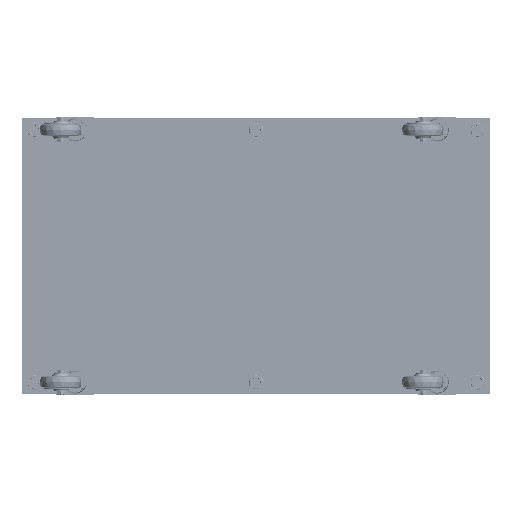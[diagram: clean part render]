
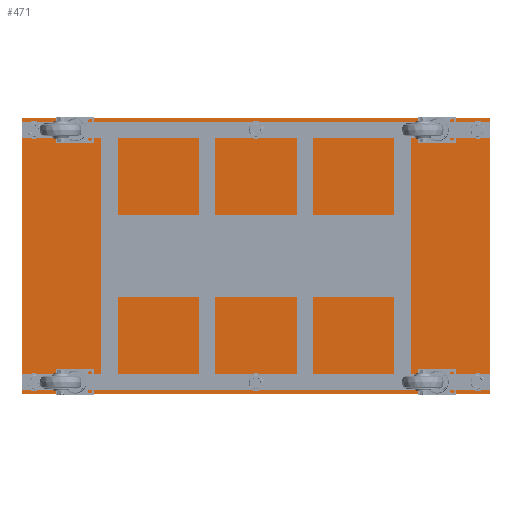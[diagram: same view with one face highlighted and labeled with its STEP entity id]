
A CAD part, front view. The second image highlights one B-rep face of the part: STEP entity #471.
In plain terms, the highlighted free-form (B-spline) face has degree [1, 1] with [2, 2] control points.
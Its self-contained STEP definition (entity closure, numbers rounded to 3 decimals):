
#24 = VERTEX_POINT('',#25);
#25 = CARTESIAN_POINT('',(-685.582,471.911,406.368
    ));
#30 = EDGE_CURVE('',#24,#24,#31,.T.);
#31 = ( BOUNDED_CURVE() B_SPLINE_CURVE(2,(#32,#33,#34,#35,#36,#37,#38),
.UNSPECIFIED.,.T.,.F.) B_SPLINE_CURVE_WITH_KNOTS((3,2,2,3),(
    3.142,5.236,7.33,9.425),
.PIECEWISE_BEZIER_KNOTS.) CURVE() GEOMETRIC_REPRESENTATION_ITEM() 
RATIONAL_B_SPLINE_CURVE((1.,0.5,1.,0.5,1.,0.5,1.)) REPRESENTATION_ITEM(
  '') );
#32 = CARTESIAN_POINT('',(-685.582,471.911,406.368
    ));
#33 = CARTESIAN_POINT('',(-685.582,471.911,356.417
    ));
#34 = CARTESIAN_POINT('',(-728.84,471.911,381.392
    ));
#35 = CARTESIAN_POINT('',(-772.099,471.911,406.368
    ));
#36 = CARTESIAN_POINT('',(-728.84,471.911,431.343
    ));
#37 = CARTESIAN_POINT('',(-685.582,471.911,456.318
    ));
#38 = CARTESIAN_POINT('',(-685.582,471.911,406.368
    ));
#76 = VERTEX_POINT('',#77);
#77 = CARTESIAN_POINT('',(743.26,471.911,-406.368
    ));
#82 = EDGE_CURVE('',#76,#76,#83,.T.);
#83 = ( BOUNDED_CURVE() B_SPLINE_CURVE(2,(#84,#85,#86,#87,#88,#89,#90),
.UNSPECIFIED.,.T.,.F.) B_SPLINE_CURVE_WITH_KNOTS((3,2,2,3),(
    3.142,5.236,7.33,9.425),
.PIECEWISE_BEZIER_KNOTS.) CURVE() GEOMETRIC_REPRESENTATION_ITEM() 
RATIONAL_B_SPLINE_CURVE((1.,0.5,1.,0.5,1.,0.5,1.)) REPRESENTATION_ITEM(
  '') );
#84 = CARTESIAN_POINT('',(743.26,471.911,-406.368
    ));
#85 = CARTESIAN_POINT('',(743.26,471.911,-456.318
    ));
#86 = CARTESIAN_POINT('',(700.001,471.911,-431.343
    ));
#87 = CARTESIAN_POINT('',(656.743,471.911,-406.368
    ));
#88 = CARTESIAN_POINT('',(700.001,471.911,-381.392
    ));
#89 = CARTESIAN_POINT('',(743.26,471.911,-356.417)
  );
#90 = CARTESIAN_POINT('',(743.26,471.911,-406.368
    ));
#128 = VERTEX_POINT('',#129);
#129 = CARTESIAN_POINT('',(28.839,471.911,
    406.368));
#134 = EDGE_CURVE('',#128,#128,#135,.T.);
#135 = ( BOUNDED_CURVE() B_SPLINE_CURVE(2,(#136,#137,#138,#139,#140,#141
,#142),.UNSPECIFIED.,.T.,.F.) B_SPLINE_CURVE_WITH_KNOTS((3,2,2,3),(
    3.142,5.236,7.33,9.425),
.PIECEWISE_BEZIER_KNOTS.) CURVE() GEOMETRIC_REPRESENTATION_ITEM() 
RATIONAL_B_SPLINE_CURVE((1.,0.5,1.,0.5,1.,0.5,1.)) REPRESENTATION_ITEM(
  '') );
#136 = CARTESIAN_POINT('',(28.839,471.911,
    406.368));
#137 = CARTESIAN_POINT('',(28.839,471.911,
    356.417));
#138 = CARTESIAN_POINT('',(-14.42,471.911,
    381.392));
#139 = CARTESIAN_POINT('',(-57.678,471.911,
    406.368));
#140 = CARTESIAN_POINT('',(-14.42,471.911,
    431.343));
#141 = CARTESIAN_POINT('',(28.839,471.911,
    456.318));
#142 = CARTESIAN_POINT('',(28.839,471.911,
    406.368));
#180 = VERTEX_POINT('',#181);
#181 = CARTESIAN_POINT('',(-685.582,471.911,
    -406.368));
#186 = EDGE_CURVE('',#180,#180,#187,.T.);
#187 = ( BOUNDED_CURVE() B_SPLINE_CURVE(2,(#188,#189,#190,#191,#192,#193
,#194),.UNSPECIFIED.,.T.,.F.) B_SPLINE_CURVE_WITH_KNOTS((3,2,2,3),(
    3.142,5.236,7.33,9.425),
.PIECEWISE_BEZIER_KNOTS.) CURVE() GEOMETRIC_REPRESENTATION_ITEM() 
RATIONAL_B_SPLINE_CURVE((1.,0.5,1.,0.5,1.,0.5,1.)) REPRESENTATION_ITEM(
  '') );
#188 = CARTESIAN_POINT('',(-685.582,471.911,
    -406.368));
#189 = CARTESIAN_POINT('',(-685.582,471.911,
    -456.318));
#190 = CARTESIAN_POINT('',(-728.84,471.911,
    -431.343));
#191 = CARTESIAN_POINT('',(-772.099,471.911,
    -406.368));
#192 = CARTESIAN_POINT('',(-728.84,471.911,
    -381.392));
#193 = CARTESIAN_POINT('',(-685.582,471.911,-356.417
    ));
#194 = CARTESIAN_POINT('',(-685.582,471.911,
    -406.368));
#232 = VERTEX_POINT('',#233);
#233 = CARTESIAN_POINT('',(28.839,471.911,
    -406.368));
#238 = EDGE_CURVE('',#232,#232,#239,.T.);
#239 = ( BOUNDED_CURVE() B_SPLINE_CURVE(2,(#240,#241,#242,#243,#244,#245
,#246),.UNSPECIFIED.,.T.,.F.) B_SPLINE_CURVE_WITH_KNOTS((3,2,2,3),(
    3.142,5.236,7.33,9.425),
.PIECEWISE_BEZIER_KNOTS.) CURVE() GEOMETRIC_REPRESENTATION_ITEM() 
RATIONAL_B_SPLINE_CURVE((1.,0.5,1.,0.5,1.,0.5,1.)) REPRESENTATION_ITEM(
  '') );
#240 = CARTESIAN_POINT('',(28.839,471.911,
    -406.368));
#241 = CARTESIAN_POINT('',(28.839,471.911,
    -456.318));
#242 = CARTESIAN_POINT('',(-14.42,471.911,
    -431.343));
#243 = CARTESIAN_POINT('',(-57.678,471.911,
    -406.368));
#244 = CARTESIAN_POINT('',(-14.42,471.911,
    -381.392));
#245 = CARTESIAN_POINT('',(28.839,471.911,-356.417
    ));
#246 = CARTESIAN_POINT('',(28.839,471.911,
    -406.368));
#284 = VERTEX_POINT('',#285);
#285 = CARTESIAN_POINT('',(743.26,471.911,
    406.368));
#290 = EDGE_CURVE('',#284,#284,#291,.T.);
#291 = ( BOUNDED_CURVE() B_SPLINE_CURVE(2,(#292,#293,#294,#295,#296,#297
,#298),.UNSPECIFIED.,.T.,.F.) B_SPLINE_CURVE_WITH_KNOTS((3,2,2,3),(
    3.142,5.236,7.33,9.425),
.PIECEWISE_BEZIER_KNOTS.) CURVE() GEOMETRIC_REPRESENTATION_ITEM() 
RATIONAL_B_SPLINE_CURVE((1.,0.5,1.,0.5,1.,0.5,1.)) REPRESENTATION_ITEM(
  '') );
#292 = CARTESIAN_POINT('',(743.26,471.911,
    406.368));
#293 = CARTESIAN_POINT('',(743.26,471.911,
    356.417));
#294 = CARTESIAN_POINT('',(700.001,471.911,
    381.392));
#295 = CARTESIAN_POINT('',(656.743,471.911,
    406.368));
#296 = CARTESIAN_POINT('',(700.001,471.911,
    431.343));
#297 = CARTESIAN_POINT('',(743.26,471.911,
    456.318));
#298 = CARTESIAN_POINT('',(743.26,471.911,
    406.368));
#333 = EDGE_CURVE('',#334,#336,#338,.T.);
#334 = VERTEX_POINT('',#335);
#335 = CARTESIAN_POINT('',(-753.747,471.911,
    445.694));
#336 = VERTEX_POINT('',#337);
#337 = CARTESIAN_POINT('',(-753.747,471.911,
    -445.694));
#338 = B_SPLINE_CURVE_WITH_KNOTS('',1,(#339,#340),.UNSPECIFIED.,.F.,.F.,
  (2,2),(0.,680.),.PIECEWISE_BEZIER_KNOTS.);
#339 = CARTESIAN_POINT('',(-753.747,471.911,
    445.694));
#340 = CARTESIAN_POINT('',(-753.747,471.911,
    -445.694));
#369 = EDGE_CURVE('',#336,#370,#372,.T.);
#370 = VERTEX_POINT('',#371);
#371 = CARTESIAN_POINT('',(753.747,471.911,
    -445.694));
#372 = B_SPLINE_CURVE_WITH_KNOTS('',1,(#373,#374),.UNSPECIFIED.,.F.,.F.,
  (2,2),(0.,1150.),.PIECEWISE_BEZIER_KNOTS.);
#373 = CARTESIAN_POINT('',(-753.747,471.911,
    -445.694));
#374 = CARTESIAN_POINT('',(753.747,471.911,
    -445.694));
#397 = EDGE_CURVE('',#370,#398,#400,.T.);
#398 = VERTEX_POINT('',#399);
#399 = CARTESIAN_POINT('',(753.747,471.911,
    445.694));
#400 = B_SPLINE_CURVE_WITH_KNOTS('',1,(#401,#402),.UNSPECIFIED.,.F.,.F.,
  (2,2),(0.,680.),.PIECEWISE_BEZIER_KNOTS.);
#401 = CARTESIAN_POINT('',(753.747,471.911,
    -445.694));
#402 = CARTESIAN_POINT('',(753.747,471.911,
    445.694));
#425 = EDGE_CURVE('',#398,#334,#426,.T.);
#426 = B_SPLINE_CURVE_WITH_KNOTS('',1,(#427,#428),.UNSPECIFIED.,.F.,.F.,
  (2,2),(0.,1150.),.PIECEWISE_BEZIER_KNOTS.);
#427 = CARTESIAN_POINT('',(753.747,471.911,
    445.694));
#428 = CARTESIAN_POINT('',(-753.747,471.911,
    445.694));
#471 = ADVANCED_FACE('',(#472,#478,#481,#484,#487,#490,#493),#496,.F.);
#472 = FACE_BOUND('',#473,.T.);
#473 = EDGE_LOOP('',(#474,#475,#476,#477));
#474 = ORIENTED_EDGE('',*,*,#425,.T.);
#475 = ORIENTED_EDGE('',*,*,#333,.T.);
#476 = ORIENTED_EDGE('',*,*,#369,.T.);
#477 = ORIENTED_EDGE('',*,*,#397,.T.);
#478 = FACE_BOUND('',#479,.T.);
#479 = EDGE_LOOP('',(#480));
#480 = ORIENTED_EDGE('',*,*,#30,.T.);
#481 = FACE_BOUND('',#482,.T.);
#482 = EDGE_LOOP('',(#483));
#483 = ORIENTED_EDGE('',*,*,#82,.T.);
#484 = FACE_BOUND('',#485,.T.);
#485 = EDGE_LOOP('',(#486));
#486 = ORIENTED_EDGE('',*,*,#134,.T.);
#487 = FACE_BOUND('',#488,.T.);
#488 = EDGE_LOOP('',(#489));
#489 = ORIENTED_EDGE('',*,*,#186,.T.);
#490 = FACE_BOUND('',#491,.T.);
#491 = EDGE_LOOP('',(#492));
#492 = ORIENTED_EDGE('',*,*,#238,.T.);
#493 = FACE_BOUND('',#494,.T.);
#494 = EDGE_LOOP('',(#495));
#495 = ORIENTED_EDGE('',*,*,#290,.T.);
#496 = B_SPLINE_SURFACE_WITH_KNOTS('',1,1,(
    (#497,#498)
    ,(#499,#500
    )),.UNSPECIFIED.,.F.,.F.,.F.,(2,2),(2,2),(-575.,575.),(-340.,340.),
  .PIECEWISE_BEZIER_KNOTS.);
#497 = CARTESIAN_POINT('',(-753.747,471.911,
    445.694));
#498 = CARTESIAN_POINT('',(-753.747,471.911,
    -445.694));
#499 = CARTESIAN_POINT('',(753.747,471.911,
    445.694));
#500 = CARTESIAN_POINT('',(753.747,471.911,
    -445.694));
